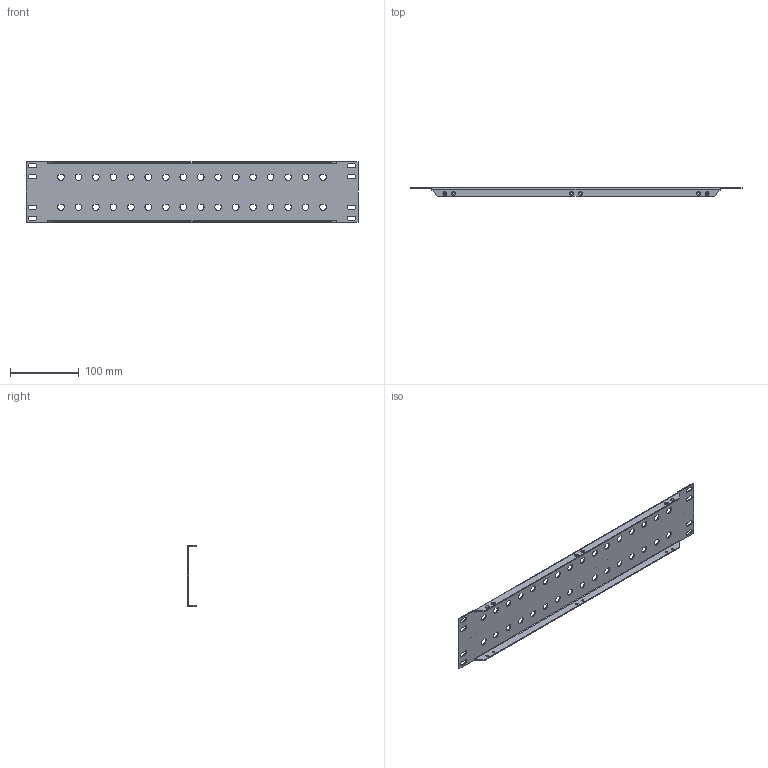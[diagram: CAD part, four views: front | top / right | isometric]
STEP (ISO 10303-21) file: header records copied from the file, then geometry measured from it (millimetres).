
FILE_DESCRIPTION (( 'STEP AP203' ), '1' );
FILE_NAME ('PR35ST32CMB.STEP', '2015-04-08T17:34:19', ( 'x' ), ( '' ), 'SwSTEP 2.0', 'SolidWorks 2014', '' );
FILE_SCHEMA (( 'CONFIG_CONTROL_DESIGN' ));
Products named in the file (1): PR35ST32CMB
Bounding box: 482.6 x 12.7 x 88.39 mm (x, y, z)
Volume: 73544.4 mm3; surface area: 100576 mm2
Topology: 1 solids, 1 shells, 993 faces, 2702 edges, 1796 vertices
Faces by surface type: plane 557, bspline 360, cylinder 52, cone 24
Entity records: 47787 total; most frequent: CARTESIAN_POINT 24732, ORIENTED_EDGE 5404, DIRECTION 3402, EDGE_CURVE 2702, LINE 1830, VECTOR 1830, VERTEX_POINT 1796, EDGE_LOOP 1182
